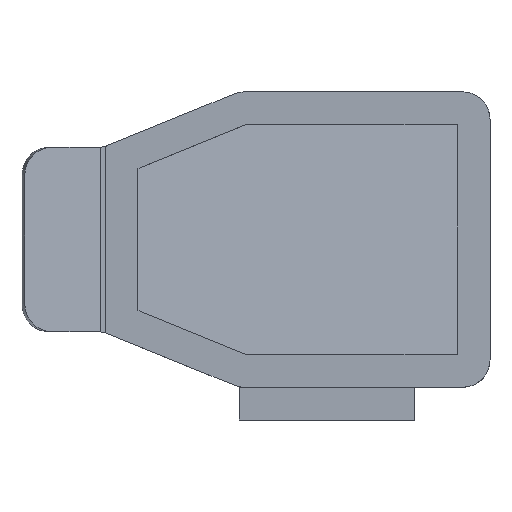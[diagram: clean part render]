
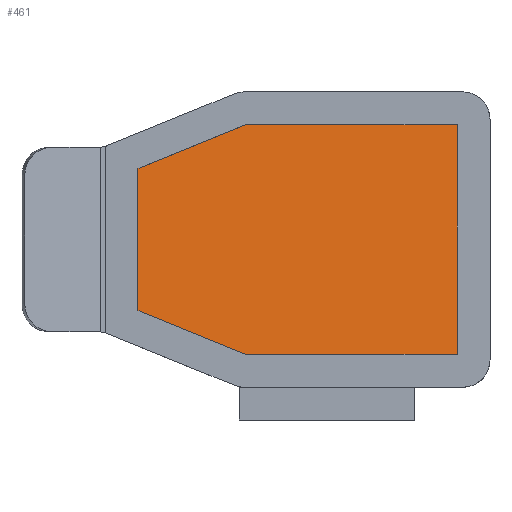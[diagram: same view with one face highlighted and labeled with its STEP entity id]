
A CAD part, top view. The second image highlights one B-rep face of the part: STEP entity #461.
In plain terms, the highlighted planar face has unit normal (0.174, 0, 0.985).
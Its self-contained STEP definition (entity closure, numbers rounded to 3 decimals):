
#12 = EDGE_CURVE ( 'NONE', #824, #809, #211, .T. ) ;
#29 = DIRECTION ( 'NONE',  ( -0.985, 0., 0.174 ) ) ;
#41 = CARTESIAN_POINT ( 'NONE',  ( 1.354, 0., 7.676 ) ) ;
#50 = DIRECTION ( 'NONE',  ( 0.985, 0., -0.174 ) ) ;
#56 = PLANE ( 'NONE',  #746 ) ;
#62 = CARTESIAN_POINT ( 'NONE',  ( -62.363, 12.99, 18.911 ) ) ;
#69 = CARTESIAN_POINT ( 'NONE',  ( -62.363, 12.99, 18.911 ) ) ;
#120 = LINE ( 'NONE', #757, #1146 ) ;
#162 = LINE ( 'NONE', #62, #169 ) ;
#169 = VECTOR ( 'NONE', #914, 1000. ) ;
#189 = EDGE_LOOP ( 'NONE', ( #485, #973, #1212, #927, #467, #1185 ) ) ;
#208 = CARTESIAN_POINT ( 'NONE',  ( -4., 21., 8.62 ) ) ;
#211 = LINE ( 'NONE', #1175, #1067 ) ;
#223 = CARTESIAN_POINT ( 'NONE',  ( -4., -21., 8.62 ) ) ;
#237 = DIRECTION ( 'NONE',  ( 0., 1., 0. ) ) ;
#243 = FACE_OUTER_BOUND ( 'NONE', #189, .T. ) ;
#336 = VERTEX_POINT ( 'NONE', #223 ) ;
#357 = LINE ( 'NONE', #906, #871 ) ;
#378 = EDGE_CURVE ( 'NONE', #605, #336, #779, .T. ) ;
#461 = ADVANCED_FACE ( 'NONE', ( #243 ), #56, .F. ) ;
#467 = ORIENTED_EDGE ( 'NONE', *, *, #489, .T. ) ;
#485 = ORIENTED_EDGE ( 'NONE', *, *, #378, .T. ) ;
#489 = EDGE_CURVE ( 'NONE', #515, #728, #162, .T. ) ;
#490 = CARTESIAN_POINT ( 'NONE',  ( -42.716, 21., 15.447 ) ) ;
#515 = VERTEX_POINT ( 'NONE', #69 ) ;
#605 = VERTEX_POINT ( 'NONE', #1025 ) ;
#640 = LINE ( 'NONE', #1266, #753 ) ;
#681 = DIRECTION ( 'NONE',  ( -0.174, 0., -0.985 ) ) ;
#728 = VERTEX_POINT ( 'NONE', #939 ) ;
#746 = AXIS2_PLACEMENT_3D ( 'NONE', #41, #681, #907 ) ;
#753 = VECTOR ( 'NONE', #237, 1000. ) ;
#757 = CARTESIAN_POINT ( 'NONE',  ( -50.934, -17.649, 16.896 ) ) ;
#779 = LINE ( 'NONE', #1214, #862 ) ;
#809 = VERTEX_POINT ( 'NONE', #490 ) ;
#824 = VERTEX_POINT ( 'NONE', #208 ) ;
#862 = VECTOR ( 'NONE', #50, 1000. ) ;
#871 = VECTOR ( 'NONE', #881, 1000. ) ;
#881 = DIRECTION ( 'NONE',  ( -0.914, -0.373, 0.161 ) ) ;
#906 = CARTESIAN_POINT ( 'NONE',  ( -31.798, 25.452, 13.522 ) ) ;
#907 = DIRECTION ( 'NONE',  ( -0.985, 0., 0.174 ) ) ;
#914 = DIRECTION ( 'NONE',  ( 0., -1., 0. ) ) ;
#927 = ORIENTED_EDGE ( 'NONE', *, *, #1342, .T. ) ;
#939 = CARTESIAN_POINT ( 'NONE',  ( -62.363, -12.99, 18.911 ) ) ;
#973 = ORIENTED_EDGE ( 'NONE', *, *, #1298, .T. ) ;
#1025 = CARTESIAN_POINT ( 'NONE',  ( -42.716, -21., 15.447 ) ) ;
#1067 = VECTOR ( 'NONE', #29, 1000. ) ;
#1089 = DIRECTION ( 'NONE',  ( 0.914, -0.373, -0.161 ) ) ;
#1146 = VECTOR ( 'NONE', #1089, 1000. ) ;
#1175 = CARTESIAN_POINT ( 'NONE',  ( 7.511, 21., 6.591 ) ) ;
#1185 = ORIENTED_EDGE ( 'NONE', *, *, #1313, .T. ) ;
#1212 = ORIENTED_EDGE ( 'NONE', *, *, #12, .T. ) ;
#1214 = CARTESIAN_POINT ( 'NONE',  ( -30.037, -21., 13.211 ) ) ;
#1266 = CARTESIAN_POINT ( 'NONE',  ( -4., -21., 8.62 ) ) ;
#1298 = EDGE_CURVE ( 'NONE', #336, #824, #640, .T. ) ;
#1313 = EDGE_CURVE ( 'NONE', #728, #605, #120, .T. ) ;
#1342 = EDGE_CURVE ( 'NONE', #809, #515, #357, .T. ) ;
